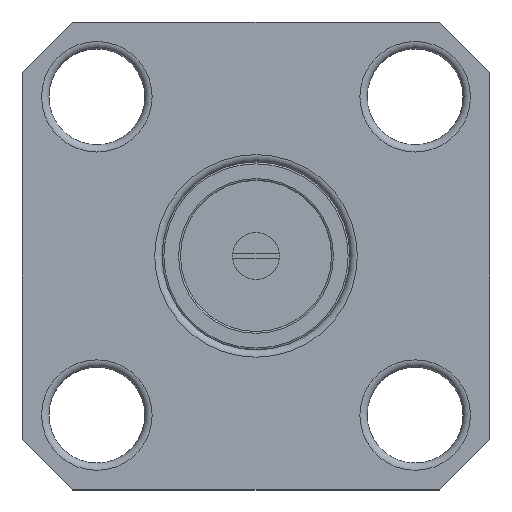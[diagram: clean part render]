
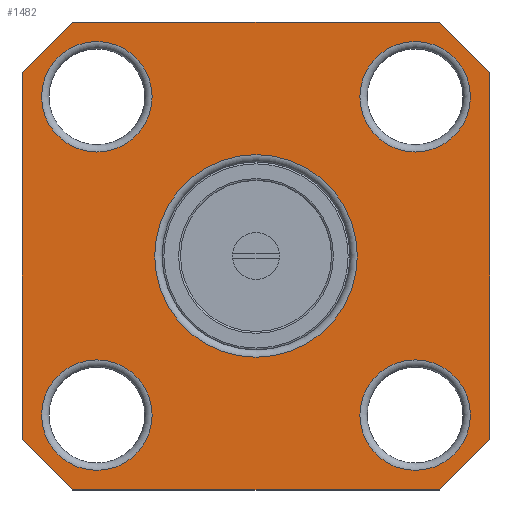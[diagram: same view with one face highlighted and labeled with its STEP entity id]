
A CAD part, top view. The second image highlights one B-rep face of the part: STEP entity #1482.
In plain terms, the highlighted planar face has unit normal (0, 0, 1).
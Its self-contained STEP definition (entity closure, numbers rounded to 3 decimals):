
#46=LINE('',#2078,#90);
#48=LINE('',#2082,#92);
#50=LINE('',#2086,#94);
#52=LINE('',#2090,#96);
#54=LINE('',#2094,#98);
#56=LINE('',#2098,#100);
#58=LINE('',#2102,#102);
#60=LINE('',#2106,#104);
#90=VECTOR('',#1746,1000.);
#92=VECTOR('',#1750,1000.);
#94=VECTOR('',#1754,1000.);
#96=VECTOR('',#1758,1000.);
#98=VECTOR('',#1762,1000.);
#100=VECTOR('',#1766,1000.);
#102=VECTOR('',#1770,1000.);
#104=VECTOR('',#1774,1000.);
#148=PLANE('',#1581);
#277=ORIENTED_EDGE('',*,*,#495,.T.);
#278=ORIENTED_EDGE('',*,*,#494,.T.);
#279=ORIENTED_EDGE('',*,*,#493,.T.);
#280=ORIENTED_EDGE('',*,*,#492,.T.);
#281=ORIENTED_EDGE('',*,*,#491,.T.);
#282=ORIENTED_EDGE('',*,*,#490,.F.);
#283=ORIENTED_EDGE('',*,*,#488,.F.);
#284=ORIENTED_EDGE('',*,*,#486,.F.);
#285=ORIENTED_EDGE('',*,*,#484,.F.);
#286=ORIENTED_EDGE('',*,*,#482,.F.);
#287=ORIENTED_EDGE('',*,*,#480,.F.);
#288=ORIENTED_EDGE('',*,*,#478,.F.);
#289=ORIENTED_EDGE('',*,*,#476,.F.);
#476=EDGE_CURVE('',#600,#601,#46,.T.);
#478=EDGE_CURVE('',#601,#602,#48,.T.);
#480=EDGE_CURVE('',#602,#603,#50,.T.);
#482=EDGE_CURVE('',#603,#604,#52,.T.);
#484=EDGE_CURVE('',#604,#605,#54,.T.);
#486=EDGE_CURVE('',#605,#606,#56,.T.);
#488=EDGE_CURVE('',#606,#607,#58,.T.);
#490=EDGE_CURVE('',#607,#600,#60,.T.);
#491=EDGE_CURVE('',#608,#608,#685,.T.);
#492=EDGE_CURVE('',#609,#609,#686,.T.);
#493=EDGE_CURVE('',#610,#610,#687,.T.);
#494=EDGE_CURVE('',#611,#611,#688,.T.);
#495=EDGE_CURVE('',#612,#612,#689,.T.);
#600=VERTEX_POINT('',#2077);
#601=VERTEX_POINT('',#2079);
#602=VERTEX_POINT('',#2083);
#603=VERTEX_POINT('',#2087);
#604=VERTEX_POINT('',#2091);
#605=VERTEX_POINT('',#2095);
#606=VERTEX_POINT('',#2099);
#607=VERTEX_POINT('',#2103);
#608=VERTEX_POINT('',#2109);
#609=VERTEX_POINT('',#2112);
#610=VERTEX_POINT('',#2115);
#611=VERTEX_POINT('',#2118);
#612=VERTEX_POINT('',#2121);
#685=CIRCLE('',#1574,1.5);
#686=CIRCLE('',#1576,1.5);
#687=CIRCLE('',#1578,1.5);
#688=CIRCLE('',#1580,1.5);
#689=CIRCLE('',#1582,2.75);
#774=EDGE_LOOP('',(#277));
#775=EDGE_LOOP('',(#278));
#776=EDGE_LOOP('',(#279));
#777=EDGE_LOOP('',(#280));
#778=EDGE_LOOP('',(#281));
#779=EDGE_LOOP('',(#282,#283,#284,#285,#286,#287,#288,#289));
#890=FACE_BOUND('',#774,.T.);
#891=FACE_BOUND('',#775,.T.);
#892=FACE_BOUND('',#776,.T.);
#893=FACE_BOUND('',#777,.T.);
#894=FACE_BOUND('',#778,.T.);
#895=FACE_BOUND('',#779,.T.);
#1482=ADVANCED_FACE('',(#890,#891,#892,#893,#894,#895),#148,.F.);
#1574=AXIS2_PLACEMENT_3D('',#2108,#1777,#1778);
#1576=AXIS2_PLACEMENT_3D('',#2111,#1781,#1782);
#1578=AXIS2_PLACEMENT_3D('',#2114,#1785,#1786);
#1580=AXIS2_PLACEMENT_3D('',#2117,#1789,#1790);
#1581=AXIS2_PLACEMENT_3D('',#2119,#1791,#1792);
#1582=AXIS2_PLACEMENT_3D('',#2120,#1793,#1794);
#1746=DIRECTION('',(-0.707,0.707,0.));
#1750=DIRECTION('',(0.,1.,0.));
#1754=DIRECTION('',(0.707,0.707,0.));
#1758=DIRECTION('',(1.,0.,0.));
#1762=DIRECTION('',(0.707,-0.707,0.));
#1766=DIRECTION('',(0.,-1.,0.));
#1770=DIRECTION('',(-0.707,-0.707,0.));
#1774=DIRECTION('',(-1.,0.,0.));
#1777=DIRECTION('',(0.,0.,-1.));
#1778=DIRECTION('',(-1.,0.,0.));
#1781=DIRECTION('',(0.,0.,-1.));
#1782=DIRECTION('',(-1.,0.,0.));
#1785=DIRECTION('',(0.,0.,-1.));
#1786=DIRECTION('',(-1.,0.,0.));
#1789=DIRECTION('',(0.,0.,-1.));
#1790=DIRECTION('',(-1.,0.,0.));
#1791=DIRECTION('',(0.,0.,-1.));
#1792=DIRECTION('',(-1.,0.,0.));
#1793=DIRECTION('',(0.,0.,-1.));
#1794=DIRECTION('',(-1.,0.,0.));
#2077=CARTESIAN_POINT('',(-4.98,-6.35,1.6));
#2078=CARTESIAN_POINT('',(-6.35,-4.98,1.6));
#2079=CARTESIAN_POINT('',(-6.35,-4.98,1.6));
#2082=CARTESIAN_POINT('',(-6.35,4.98,1.6));
#2083=CARTESIAN_POINT('',(-6.35,4.98,1.6));
#2086=CARTESIAN_POINT('',(-4.98,6.35,1.6));
#2087=CARTESIAN_POINT('',(-4.98,6.35,1.6));
#2090=CARTESIAN_POINT('',(4.98,6.35,1.6));
#2091=CARTESIAN_POINT('',(4.98,6.35,1.6));
#2094=CARTESIAN_POINT('',(4.98,6.35,1.6));
#2095=CARTESIAN_POINT('',(6.35,4.98,1.6));
#2098=CARTESIAN_POINT('',(6.35,-4.98,1.6));
#2099=CARTESIAN_POINT('',(6.35,-4.98,1.6));
#2102=CARTESIAN_POINT('',(6.35,-4.98,1.6));
#2103=CARTESIAN_POINT('',(4.98,-6.35,1.6));
#2106=CARTESIAN_POINT('',(-4.98,-6.35,1.6));
#2108=CARTESIAN_POINT('',(-4.32,4.32,1.6));
#2109=CARTESIAN_POINT('',(-5.82,4.32,1.6));
#2111=CARTESIAN_POINT('',(4.32,4.32,1.6));
#2112=CARTESIAN_POINT('',(2.82,4.32,1.6));
#2114=CARTESIAN_POINT('',(-4.32,-4.32,1.6));
#2115=CARTESIAN_POINT('',(-5.82,-4.32,1.6));
#2117=CARTESIAN_POINT('',(4.32,-4.32,1.6));
#2118=CARTESIAN_POINT('',(2.82,-4.32,1.6));
#2119=CARTESIAN_POINT('',(0.,0.,1.6));
#2120=CARTESIAN_POINT('',(0.,0.,1.6));
#2121=CARTESIAN_POINT('',(-2.75,0.,1.6));
